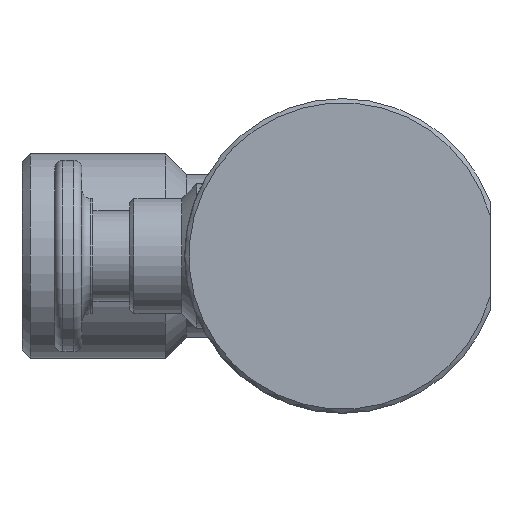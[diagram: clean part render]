
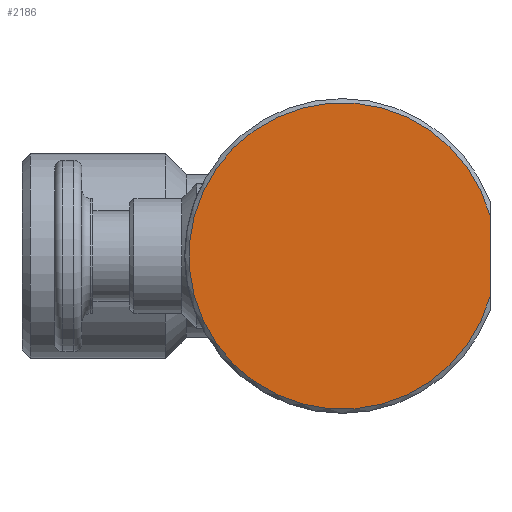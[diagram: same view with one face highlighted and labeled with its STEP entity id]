
A CAD part, left-side view. The second image highlights one B-rep face of the part: STEP entity #2186.
In plain terms, the highlighted planar face has unit normal (-1, 0, 0).
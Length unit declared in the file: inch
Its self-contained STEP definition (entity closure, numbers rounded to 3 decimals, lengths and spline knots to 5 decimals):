
#41=LINE($,#3244,#179);
#179=VECTOR($,#2539,0.29665);
#592=FACE_OUTER_BOUND($,#760,.T.);
#760=EDGE_LOOP($,(#1931,#1932));
#883=CIRCLE($,#2421,0.56);
#920=VERTEX_POINT($,#3242);
#921=VERTEX_POINT($,#3243);
#1130=EDGE_CURVE($,#920,#921,#41,.T.);
#1385=EDGE_CURVE($,#920,#921,#883,.T.);
#1931=ORIENTED_EDGE($,*,*,#1130,.T.);
#1932=ORIENTED_EDGE($,*,*,#1385,.F.);
#2057=PLANE($,#2420);
#2186=ADVANCED_FACE($,(#592),#2057,.T.);
#2420=AXIS2_PLACEMENT_3D($,#3950,#3013,#3014);
#2421=AXIS2_PLACEMENT_3D($,#3951,#3015,#3016);
#2539=DIRECTION($,(0.,0.,1.));
#3013=DIRECTION('center_axis',(-1.,0.,0.));
#3014=DIRECTION('ref_axis',(0.,0.,1.));
#3015=DIRECTION('center_axis',(1.,0.,0.));
#3016=DIRECTION('ref_axis',(0.,1.,0.));
#3242=CARTESIAN_POINT('',(0.,-0.54,-0.14832));
#3243=CARTESIAN_POINT('',(0.,-0.54,0.14832));
#3244=CARTESIAN_POINT($,(0.,-0.54,0.));
#3950=CARTESIAN_POINT('Origin',(0.,0.28,0.));
#3951=CARTESIAN_POINT('Origin',(0.,0.,0.));
